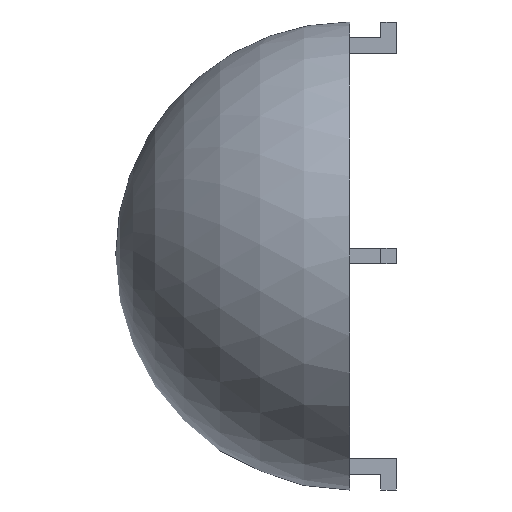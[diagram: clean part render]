
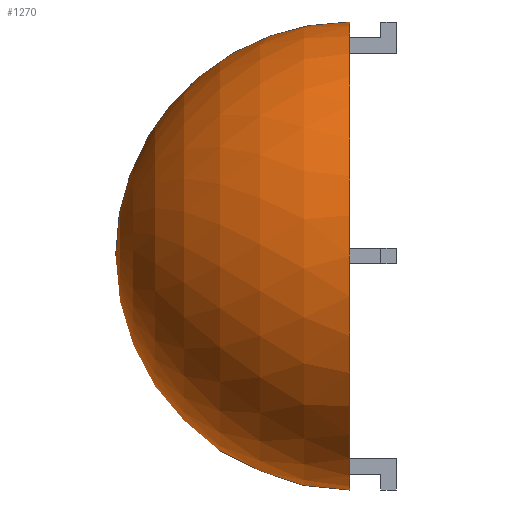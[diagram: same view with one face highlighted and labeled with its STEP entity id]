
A CAD part, left-side view. The second image highlights one B-rep face of the part: STEP entity #1270.
In plain terms, the highlighted spherical face has radius 75 mm.
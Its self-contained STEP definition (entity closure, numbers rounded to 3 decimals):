
#16=SPHERICAL_SURFACE('',#1411,75.);
#31=FACE_BOUND('',#232,.T.);
#151=FACE_OUTER_BOUND('',#231,.T.);
#231=EDGE_LOOP('',(#1188,#1189,#1190));
#232=EDGE_LOOP('',(#1191,#1192,#1193,#1194));
#510=CIRCLE('',#1343,70.099);
#511=CIRCLE('',#1345,55.902);
#512=CIRCLE('',#1347,72.284);
#513=CIRCLE('',#1349,70.711);
#535=CIRCLE('',#1408,75.);
#537=CIRCLE('',#1412,75.);
#579=VERTEX_POINT('',#1904);
#580=VERTEX_POINT('',#1906);
#581=VERTEX_POINT('',#1910);
#582=VERTEX_POINT('',#1914);
#656=VERTEX_POINT('',#2138);
#657=VERTEX_POINT('',#2143);
#718=EDGE_CURVE('',#580,#579,#510,.T.);
#721=EDGE_CURVE('',#579,#581,#511,.T.);
#723=EDGE_CURVE('',#581,#582,#512,.T.);
#724=EDGE_CURVE('',#582,#580,#513,.T.);
#834=EDGE_CURVE('',#656,#656,#535,.T.);
#836=EDGE_CURVE('',#657,#656,#537,.T.);
#1188=ORIENTED_EDGE('',*,*,#834,.T.);
#1189=ORIENTED_EDGE('',*,*,#836,.F.);
#1190=ORIENTED_EDGE('',*,*,#836,.T.);
#1191=ORIENTED_EDGE('',*,*,#723,.T.);
#1192=ORIENTED_EDGE('',*,*,#724,.T.);
#1193=ORIENTED_EDGE('',*,*,#718,.T.);
#1194=ORIENTED_EDGE('',*,*,#721,.T.);
#1270=ADVANCED_FACE('',(#151,#31),#16,.T.);
#1343=AXIS2_PLACEMENT_3D('',#1907,#1548,#1549);
#1345=AXIS2_PLACEMENT_3D('',#1912,#1554,#1555);
#1347=AXIS2_PLACEMENT_3D('',#1916,#1559,#1560);
#1349=AXIS2_PLACEMENT_3D('',#1918,#1563,#1564);
#1408=AXIS2_PLACEMENT_3D('',#2139,#1769,#1770);
#1411=AXIS2_PLACEMENT_3D('',#2142,#1775,#1776);
#1412=AXIS2_PLACEMENT_3D('',#2144,#1777,#1778);
#1548=DIRECTION('center_axis',(0.,0.305,0.952));
#1549=DIRECTION('ref_axis',(0.,0.952,-0.305));
#1554=DIRECTION('center_axis',(0.,1.,0.));
#1555=DIRECTION('ref_axis',(0.,0.,-1.));
#1559=DIRECTION('center_axis',(0.,0.,-1.));
#1560=DIRECTION('ref_axis',(0.,-1.,0.));
#1563=DIRECTION('center_axis',(0.,-1.,0.));
#1564=DIRECTION('ref_axis',(0.,0.,1.));
#1769=DIRECTION('center_axis',(0.,1.,0.));
#1770=DIRECTION('ref_axis',(-1.,0.,0.));
#1775=DIRECTION('center_axis',(0.,1.,0.));
#1776=DIRECTION('ref_axis',(0.,0.,-1.));
#1777=DIRECTION('center_axis',(1.,0.,0.));
#1778=DIRECTION('ref_axis',(0.,0.,1.));
#1904=CARTESIAN_POINT('',(54.599,50.,12.));
#1906=CARTESIAN_POINT('',(67.823,25.,20.));
#1907=CARTESIAN_POINT('Origin',(0.,8.128,25.399));
#1910=CARTESIAN_POINT('',(52.202,50.,-20.));
#1912=CARTESIAN_POINT('Origin',(0.,50.,0.));
#1914=CARTESIAN_POINT('',(67.823,25.,-20.));
#1916=CARTESIAN_POINT('Origin',(0.,0.,-20.));
#1918=CARTESIAN_POINT('Origin',(0.,25.,0.));
#2138=CARTESIAN_POINT('',(0.,0.,75.));
#2139=CARTESIAN_POINT('Origin',(0.,0.,0.));
#2142=CARTESIAN_POINT('Origin',(0.,0.,0.));
#2143=CARTESIAN_POINT('',(0.,75.,0.));
#2144=CARTESIAN_POINT('Origin',(0.,0.,0.));
